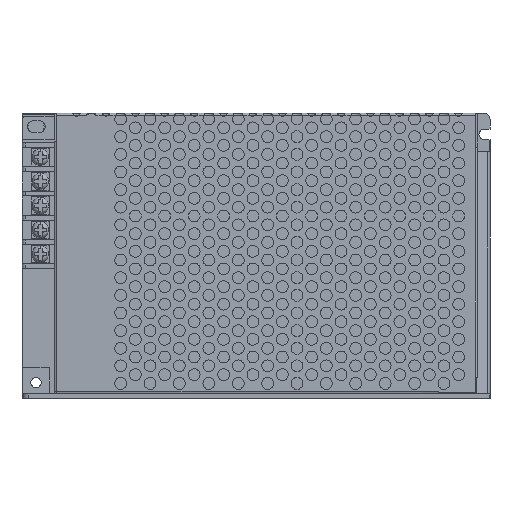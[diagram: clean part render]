
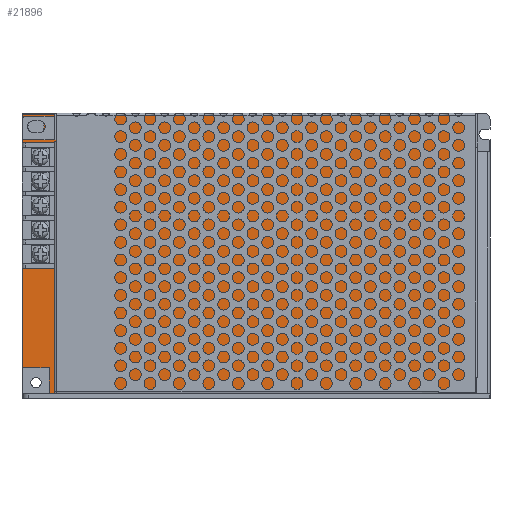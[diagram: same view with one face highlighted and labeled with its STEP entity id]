
A CAD part, top view. The second image highlights one B-rep face of the part: STEP entity #21896.
In plain terms, the highlighted planar face has unit normal (0, 0, 1).
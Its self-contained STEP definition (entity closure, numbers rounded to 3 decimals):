
#821 = EDGE_CURVE ( 'NONE', #11509, #32695, #3376, .T. ) ;
#1743 = CARTESIAN_POINT ( 'NONE',  ( -322.417, 295.625, 0. ) ) ;
#1940 = LINE ( 'NONE', #2792, #34809 ) ;
#2792 = CARTESIAN_POINT ( 'NONE',  ( -320.667, 0., 0. ) ) ;
#3376 = LINE ( 'NONE', #69901, #17325 ) ;
#3858 = CARTESIAN_POINT ( 'NONE',  ( -329.667, 213.875, 0. ) ) ;
#5495 = CARTESIAN_POINT ( 'NONE',  ( -317.55, 247.3, 0. ) ) ;
#6140 = CARTESIAN_POINT ( 'NONE',  ( -329.667, 299.375, 0. ) ) ;
#9003 = CARTESIAN_POINT ( 'NONE',  ( -329.667, 290.15, 0. ) ) ;
#11509 = VERTEX_POINT ( 'NONE', #75348 ) ;
#12813 = DIRECTION ( 'NONE',  ( 1., 0., 0. ) ) ;
#13856 = LINE ( 'NONE', #25244, #20133 ) ;
#14896 = CARTESIAN_POINT ( 'NONE',  ( -329.417, 299.625, 0. ) ) ;
#15004 = ORIENTED_EDGE ( 'NONE', *, *, #61023, .F. ) ;
#15527 = DIRECTION ( 'NONE',  ( 0., -1., 0. ) ) ;
#16777 = ORIENTED_EDGE ( 'NONE', *, *, #821, .T. ) ;
#16917 = LINE ( 'NONE', #37525, #54501 ) ;
#17325 = VECTOR ( 'NONE', #68210, 1000. ) ;
#17593 = CARTESIAN_POINT ( 'NONE',  ( -317.55, 247.3, 0. ) ) ;
#18342 = VECTOR ( 'NONE', #42593, 1000. ) ;
#19298 = EDGE_CURVE ( 'NONE', #52921, #79277, #48536, .T. ) ;
#19687 = EDGE_CURVE ( 'NONE', #78107, #50689, #66139, .T. ) ;
#19801 = AXIS2_PLACEMENT_3D ( 'NONE', #52512, #20496, #71848 ) ;
#20133 = VECTOR ( 'NONE', #39132, 1000. ) ;
#20269 = AXIS2_PLACEMENT_3D ( 'NONE', #66741, #59587, #20855 ) ;
#20496 = DIRECTION ( 'NONE',  ( 0., 0., 1. ) ) ;
#20664 = CARTESIAN_POINT ( 'NONE',  ( 0., 213.625, 0. ) ) ;
#20855 = DIRECTION ( 'NONE',  ( 0., -1., 0. ) ) ;
#21222 = CARTESIAN_POINT ( 'NONE',  ( -320.667, 213.625, 0. ) ) ;
#21896 = ADVANCED_FACE ( 'NONE', ( #33468, #27183 ), #78543, .T. ) ;
#22427 = DIRECTION ( 'NONE',  ( 0.707, 0.707, 0. ) ) ;
#24223 = CARTESIAN_POINT ( 'NONE',  ( -329.667, 213.875, 0. ) ) ;
#24282 = VECTOR ( 'NONE', #15527, 1000. ) ;
#24612 = EDGE_CURVE ( 'NONE', #39693, #30668, #16917, .T. ) ;
#25244 = CARTESIAN_POINT ( 'NONE',  ( -317.55, 290.15, 0. ) ) ;
#25266 = DIRECTION ( 'NONE',  ( -1., 0., 0. ) ) ;
#25694 = VECTOR ( 'NONE', #33059, 1000. ) ;
#25715 = CARTESIAN_POINT ( 'NONE',  ( -177.167, 299.625, 0. ) ) ;
#26286 = VERTEX_POINT ( 'NONE', #54858 ) ;
#26504 = ORIENTED_EDGE ( 'NONE', *, *, #30961, .F. ) ;
#26924 = EDGE_CURVE ( 'NONE', #44184, #26286, #30420, .T. ) ;
#27101 = ORIENTED_EDGE ( 'NONE', *, *, #40305, .T. ) ;
#27183 = FACE_OUTER_BOUND ( 'NONE', #69864, .T. ) ;
#28575 = CARTESIAN_POINT ( 'NONE',  ( -320.667, 204.875, 0. ) ) ;
#29139 = DIRECTION ( 'NONE',  ( -0.707, 0.707, 0. ) ) ;
#29961 = LINE ( 'NONE', #3858, #53972 ) ;
#30190 = DIRECTION ( 'NONE',  ( 0., -1., 0. ) ) ;
#30420 = CIRCLE ( 'NONE', #78838, 2.75 ) ;
#30505 = LINE ( 'NONE', #68838, #60561 ) ;
#30668 = VERTEX_POINT ( 'NONE', #63963 ) ;
#30961 = EDGE_CURVE ( 'NONE', #50689, #62617, #73182, .T. ) ;
#31881 = ORIENTED_EDGE ( 'NONE', *, *, #19687, .F. ) ;
#32160 = CARTESIAN_POINT ( 'NONE',  ( -329.417, 213.625, 0. ) ) ;
#32515 = CARTESIAN_POINT ( 'NONE',  ( -320.417, 204.625, 0. ) ) ;
#32695 = VERTEX_POINT ( 'NONE', #17593 ) ;
#33059 = DIRECTION ( 'NONE',  ( 0., 1., 0. ) ) ;
#33468 = FACE_BOUND ( 'NONE', #37984, .T. ) ;
#34809 = VECTOR ( 'NONE', #47438, 1000. ) ;
#34855 = DIRECTION ( 'NONE',  ( -0.707, 0.707, 0. ) ) ;
#35091 = ORIENTED_EDGE ( 'NONE', *, *, #82486, .F. ) ;
#35943 = EDGE_CURVE ( 'NONE', #39693, #11509, #13856, .T. ) ;
#37525 = CARTESIAN_POINT ( 'NONE',  ( -329.667, 299.375, 0. ) ) ;
#37664 = CARTESIAN_POINT ( 'NONE',  ( -329.417, 299.625, 0. ) ) ;
#37984 = EDGE_LOOP ( 'NONE', ( #15004, #47385 ) ) ;
#39132 = DIRECTION ( 'NONE',  ( 1., 0., 0. ) ) ;
#39693 = VERTEX_POINT ( 'NONE', #9003 ) ;
#40305 = EDGE_CURVE ( 'NONE', #32695, #67616, #82522, .T. ) ;
#40938 = ORIENTED_EDGE ( 'NONE', *, *, #62435, .F. ) ;
#41207 = LINE ( 'NONE', #66899, #24282 ) ;
#42593 = DIRECTION ( 'NONE',  ( -1., 0., 0. ) ) ;
#42841 = CARTESIAN_POINT ( 'NONE',  ( -325.167, 295.625, 0. ) ) ;
#42981 = VERTEX_POINT ( 'NONE', #25715 ) ;
#44132 = ORIENTED_EDGE ( 'NONE', *, *, #44500, .F. ) ;
#44184 = VERTEX_POINT ( 'NONE', #1743 ) ;
#44500 = EDGE_CURVE ( 'NONE', #42981, #52921, #41207, .T. ) ;
#45497 = VECTOR ( 'NONE', #71220, 1000. ) ;
#46452 = LINE ( 'NONE', #14896, #78324 ) ;
#47385 = ORIENTED_EDGE ( 'NONE', *, *, #26924, .F. ) ;
#47438 = DIRECTION ( 'NONE',  ( 0., 1., 0. ) ) ;
#47976 = VECTOR ( 'NONE', #25266, 1000. ) ;
#48344 = CARTESIAN_POINT ( 'NONE',  ( -329.667, 213.875, 0. ) ) ;
#48536 = LINE ( 'NONE', #74201, #18342 ) ;
#50689 = VERTEX_POINT ( 'NONE', #32160 ) ;
#52512 = CARTESIAN_POINT ( 'NONE',  ( -325.167, 295.625, 0. ) ) ;
#52921 = VERTEX_POINT ( 'NONE', #80465 ) ;
#53972 = VECTOR ( 'NONE', #29139, 1000. ) ;
#54501 = VECTOR ( 'NONE', #62374, 1000. ) ;
#54858 = CARTESIAN_POINT ( 'NONE',  ( -327.917, 295.625, 0. ) ) ;
#56077 = CIRCLE ( 'NONE', #19801, 2.75 ) ;
#56722 = EDGE_CURVE ( 'NONE', #79277, #80186, #29961, .T. ) ;
#59385 = ORIENTED_EDGE ( 'NONE', *, *, #66933, .F. ) ;
#59587 = DIRECTION ( 'NONE',  ( 0., 0., 1. ) ) ;
#60561 = VECTOR ( 'NONE', #12813, 1000. ) ;
#60608 = ORIENTED_EDGE ( 'NONE', *, *, #19298, .F. ) ;
#61023 = EDGE_CURVE ( 'NONE', #26286, #44184, #56077, .T. ) ;
#62374 = DIRECTION ( 'NONE',  ( 0., 1., 0. ) ) ;
#62435 = EDGE_CURVE ( 'NONE', #80186, #78107, #1940, .T. ) ;
#62617 = VERTEX_POINT ( 'NONE', #24223 ) ;
#63830 = LINE ( 'NONE', #6140, #25694 ) ;
#63963 = CARTESIAN_POINT ( 'NONE',  ( -329.667, 299.375, 0. ) ) ;
#64671 = ORIENTED_EDGE ( 'NONE', *, *, #35943, .T. ) ;
#65995 = ORIENTED_EDGE ( 'NONE', *, *, #56722, .F. ) ;
#66137 = CARTESIAN_POINT ( 'NONE',  ( -329.667, 247.3, 0. ) ) ;
#66139 = LINE ( 'NONE', #20664, #45497 ) ;
#66741 = CARTESIAN_POINT ( 'NONE',  ( 0., 0., 0. ) ) ;
#66899 = CARTESIAN_POINT ( 'NONE',  ( -177.167, 204.625, 0. ) ) ;
#66933 = EDGE_CURVE ( 'NONE', #62617, #67616, #63830, .T. ) ;
#67446 = ORIENTED_EDGE ( 'NONE', *, *, #68735, .F. ) ;
#67616 = VERTEX_POINT ( 'NONE', #66137 ) ;
#68210 = DIRECTION ( 'NONE',  ( 0., -1., 0. ) ) ;
#68735 = EDGE_CURVE ( 'NONE', #30668, #82520, #46452, .T. ) ;
#68838 = CARTESIAN_POINT ( 'NONE',  ( -177.167, 299.625, 0. ) ) ;
#69864 = EDGE_LOOP ( 'NONE', ( #40938, #65995, #60608, #44132, #35091, #67446, #73861, #64671, #16777, #27101, #59385, #26504, #31881 ) ) ;
#69901 = CARTESIAN_POINT ( 'NONE',  ( -317.55, 222.55, 0. ) ) ;
#71220 = DIRECTION ( 'NONE',  ( -1., 0., 0. ) ) ;
#71848 = DIRECTION ( 'NONE',  ( 0., -1., 0. ) ) ;
#73182 = LINE ( 'NONE', #48344, #79808 ) ;
#73861 = ORIENTED_EDGE ( 'NONE', *, *, #24612, .F. ) ;
#74201 = CARTESIAN_POINT ( 'NONE',  ( -320.417, 204.625, 0. ) ) ;
#75348 = CARTESIAN_POINT ( 'NONE',  ( -317.55, 290.15, 0. ) ) ;
#78107 = VERTEX_POINT ( 'NONE', #21222 ) ;
#78324 = VECTOR ( 'NONE', #22427, 1000. ) ;
#78543 = PLANE ( 'NONE',  #20269 ) ;
#78838 = AXIS2_PLACEMENT_3D ( 'NONE', #42841, #80754, #30190 ) ;
#79277 = VERTEX_POINT ( 'NONE', #32515 ) ;
#79808 = VECTOR ( 'NONE', #34855, 1000. ) ;
#80186 = VERTEX_POINT ( 'NONE', #28575 ) ;
#80465 = CARTESIAN_POINT ( 'NONE',  ( -177.167, 204.625, 0. ) ) ;
#80754 = DIRECTION ( 'NONE',  ( 0., 0., 1. ) ) ;
#82486 = EDGE_CURVE ( 'NONE', #82520, #42981, #30505, .T. ) ;
#82520 = VERTEX_POINT ( 'NONE', #37664 ) ;
#82522 = LINE ( 'NONE', #5495, #47976 ) ;
